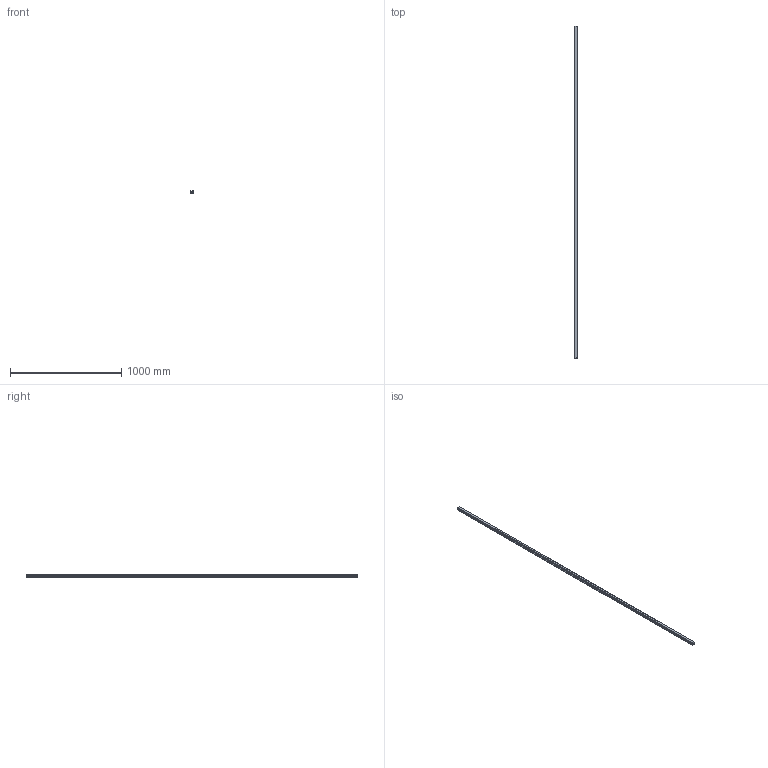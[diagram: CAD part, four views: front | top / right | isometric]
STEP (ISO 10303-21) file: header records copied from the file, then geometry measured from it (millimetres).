
FILE_DESCRIPTION(('STEP AP214'),'1');
FILE_NAME('cctmp_0BD6FE1A-70D6-4768-BACB-1A71770D729D_2021_01_26_12_25_03_0138..stp','2021-01-26T11:25:03',('HIWIN GmbH'),('CADClick - www.CADClick.com'),'Spatial InterOp 3D',' ','unknown authorization');
FILE_SCHEMA(('AUTOMOTIVE_DESIGN'));
Length unit declared in the file: millimetre
Products named in the file (1): HGR30T2980C_FILE
Bounding box: 28 x 2980 x 26 mm (x, y, z)
Volume: 1807340.7 mm3; surface area: 343071.1 mm2
Topology: 1 solids, 1 shells, 267 faces, 707 edges, 408 vertices
Faces by surface type: cylinder 98, plane 93, cone 76
Entity records: 9817 total; most frequent: DIRECTION 1363, CARTESIAN_POINT 1307, ORIENTED_EDGE 1262, EDGE_CURVE 631, AXIS2_PLACEMENT_3D 464, LINE 435, VECTOR 435, VERTEX_POINT 408
